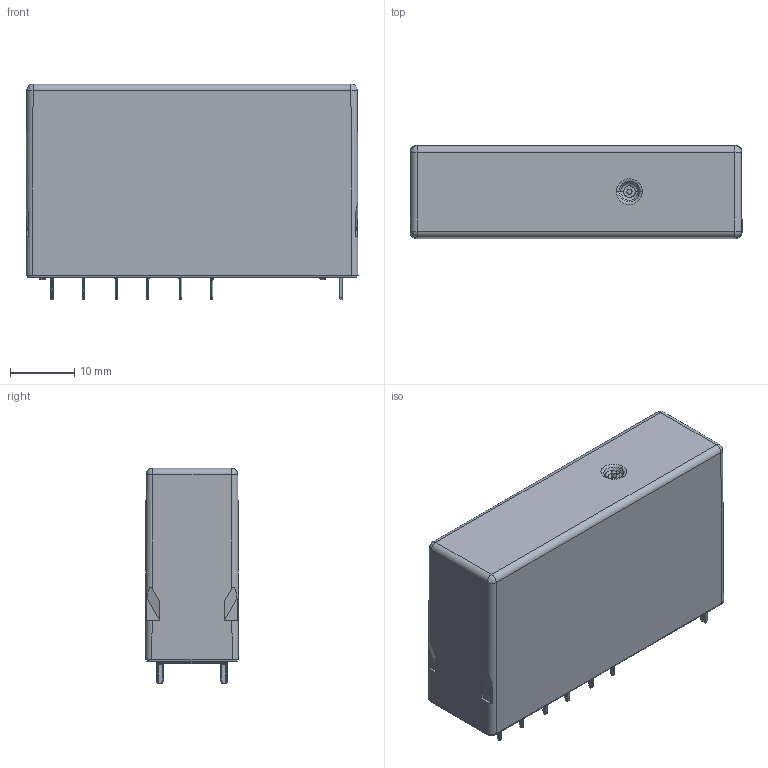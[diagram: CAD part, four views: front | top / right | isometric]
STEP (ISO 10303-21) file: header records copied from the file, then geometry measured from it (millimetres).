
FILE_DESCRIPTION (( 'STEP AP214' ), '1' );
FILE_NAME ('OA5612-54-24.step', '2018-03-21T14:08:36', ( '' ), ( '' ), 'SwSTEP 2.0', 'SolidWorks 2017', '' );
FILE_SCHEMA (( 'AUTOMOTIVE_DESIGN' ));
Length unit declared in the file: inch
Products named in the file (1): OA5612-54-24
Bounding box: 51.55 x 14.45 x 33.5 mm (x, y, z)
Volume: 21983.8 mm3; surface area: 5511.6 mm2
Topology: 1 solids, 1 shells, 434 faces, 1112 edges, 696 vertices
Faces by surface type: plane 262, cylinder 126, bspline 40, cone 6
Entity records: 16878 total; most frequent: CARTESIAN_POINT 3737, ORIENTED_EDGE 2216, DIRECTION 2002, EDGE_CURVE 1108, LINE 764, VECTOR 764, VERTEX_POINT 696, AXIS2_PLACEMENT_3D 619
